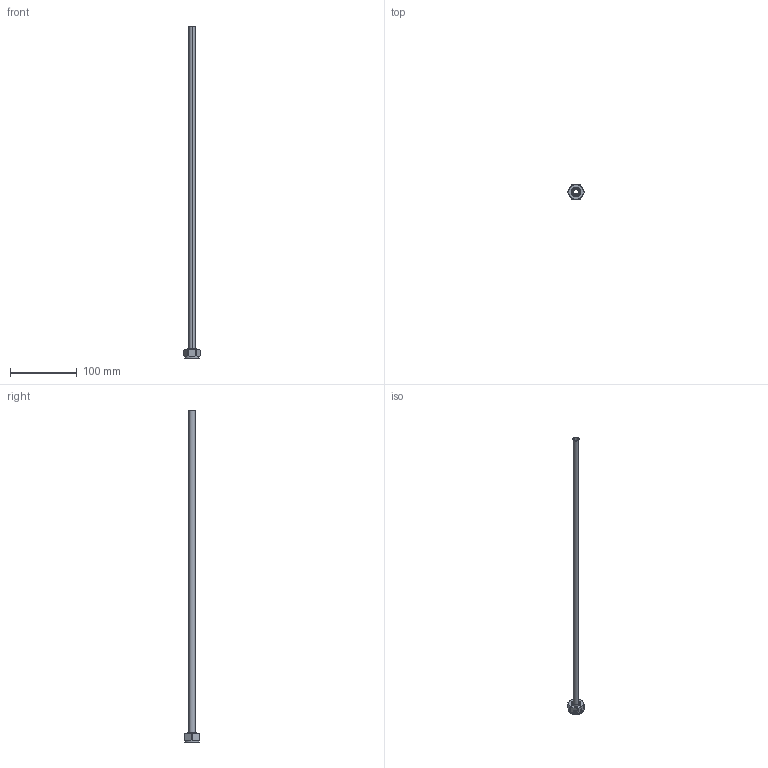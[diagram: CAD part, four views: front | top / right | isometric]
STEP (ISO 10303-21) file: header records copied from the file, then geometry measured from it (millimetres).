
FILE_DESCRIPTION((''),'2;1');
FILE_NAME('432','2021-06-15T22:53:12',('NSantos'),(''),'CREO PARAMETRIC BY PTC INC, 2018500','CREO PARAMETRIC BY PTC INC, 2018500','');
FILE_SCHEMA(('CONFIG_CONTROL_DESIGN'));
Length unit declared in the file: inch
Products named in the file (1): 432
Bounding box: 24.85 x 22.23 x 496.82 mm (x, y, z)
Volume: 52.7 mm3; surface area: 76898.2 mm2
Topology: 1 solids, 7 shells, 164 faces, 420 edges, 274 vertices
Faces by surface type: cylinder 82, plane 48, bspline 28, cone 6
Entity records: 8177 total; most frequent: CARTESIAN_POINT 4331, ORIENTED_EDGE 784, DIRECTION 762, EDGE_CURVE 420, AXIS2_PLACEMENT_3D 319, VERTEX_POINT 274, EDGE_LOOP 186, CIRCLE 182
